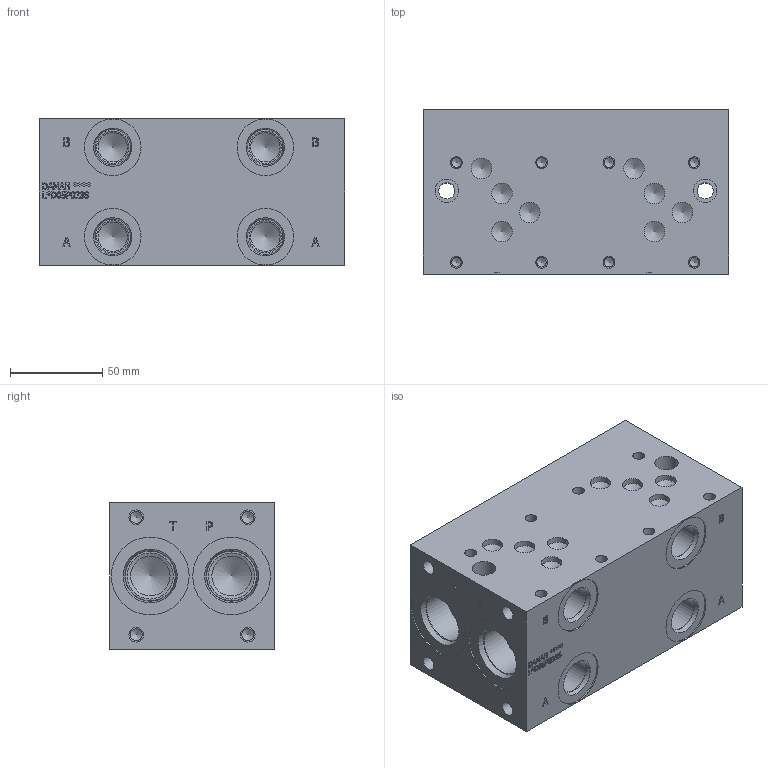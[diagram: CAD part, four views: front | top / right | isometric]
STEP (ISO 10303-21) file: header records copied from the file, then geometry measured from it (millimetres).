
FILE_DESCRIPTION(/* description */ (''),/* implementation_level */ '2;1');
FILE_NAME(/* name */ 'L_D05P023S.stp',/* time_stamp */ '2022-10-28T13:33:37-04:00',/* author */ ('mikeh'),/* organization */ (''),/* preprocessor_version */ 'ST-DEVELOPER v18',/* originating_system */ 'Autodesk Inventor 2020',/* authorisation */ '');
FILE_SCHEMA (('AUTOMOTIVE_DESIGN { 1 0 10303 214 3 1 1 }'));
Length unit declared in the file: millimetre
Products named in the file (1): Part_LAD05P023S_3D
Bounding box: 165.1 x 88.9 x 79.38 mm (x, y, z)
Volume: 1042606.7 mm3; surface area: 96577.3 mm2
Topology: 1 solids, 1 shells, 633 faces, 1729 edges, 1174 vertices
Faces by surface type: plane 342, bspline 151, cylinder 84, cone 56
Full cylindrical faces by diameter (mm): 5.105 x8, 6.35 x8, 6.528 x8, 7.925 x8, 8.738 x2, 11.125 x8, 12.7 x2, 15.875 x4, 17.501 x4, 19.05 x4, 19.253 x4, 21.438 x4, 24.917 x4, 26.99 x1, 27 x3, 27.432 x4, 30.632 x4, 42.037 x4
Entity records: 21223 total; most frequent: CARTESIAN_POINT 5468, ORIENTED_EDGE 3394, DIRECTION 2673, EDGE_CURVE 1697, VERTEX_POINT 1174, LINE 1083, VECTOR 1083, AXIS2_PLACEMENT_3D 795
